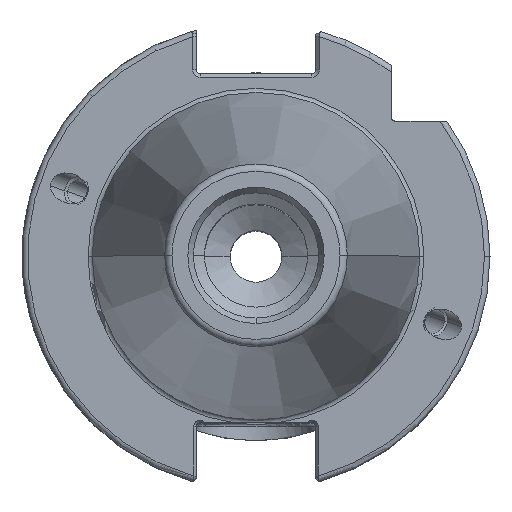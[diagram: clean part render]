
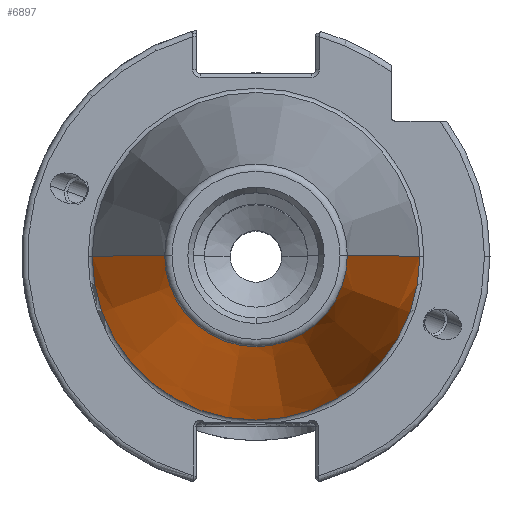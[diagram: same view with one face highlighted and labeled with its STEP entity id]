
A CAD part, top view. The second image highlights one B-rep face of the part: STEP entity #6897.
In plain terms, the highlighted conical face has half-angle 8.297 degrees and reference radius 12.397 mm.
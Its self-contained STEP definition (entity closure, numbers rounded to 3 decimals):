
#536 = VERTEX_POINT ( 'NONE', #5246 ) ;
#537 = ORIENTED_EDGE ( 'NONE', *, *, #567, .T. ) ;
#566 = VECTOR ( 'NONE', #9472, 1000. ) ;
#567 = EDGE_CURVE ( 'NONE', #5242, #536, #2395, .T. ) ;
#922 = EDGE_LOOP ( 'NONE', ( #6119, #6053, #537, #4392 ) ) ;
#1698 = DIRECTION ( 'NONE',  ( 1., 0., 0. ) ) ;
#1707 = DIRECTION ( 'NONE',  ( 0., 0., 1. ) ) ;
#1721 = CARTESIAN_POINT ( 'NONE',  ( 0., 0., 0. ) ) ;
#2395 = LINE ( 'NONE', #2467, #566 ) ;
#2467 = CARTESIAN_POINT ( 'NONE',  ( -12.397, 0., 67.394 ) ) ;
#2534 = CARTESIAN_POINT ( 'NONE',  ( 12.397, 0., 67.394 ) ) ;
#2595 = DIRECTION ( 'NONE',  ( 0.144, 0., -0.99 ) ) ;
#2862 = CONICAL_SURFACE ( 'NONE', #4648, 12.397, 0.145 ) ;
#4382 = CIRCLE ( 'NONE', #9173, 22.225 ) ;
#4392 = ORIENTED_EDGE ( 'NONE', *, *, #6333, .T. ) ;
#4648 = AXIS2_PLACEMENT_3D ( 'NONE', #8430, #8532, #8199 ) ;
#5242 = VERTEX_POINT ( 'NONE', #9732 ) ;
#5246 = CARTESIAN_POINT ( 'NONE',  ( -22.225, 0., 0. ) ) ;
#5437 = CARTESIAN_POINT ( 'NONE',  ( 22.225, 0., 0. ) ) ;
#6053 = ORIENTED_EDGE ( 'NONE', *, *, #6953, .F. ) ;
#6119 = ORIENTED_EDGE ( 'NONE', *, *, #9242, .F. ) ;
#6333 = EDGE_CURVE ( 'NONE', #536, #7201, #4382, .T. ) ;
#6897 = ADVANCED_FACE ( 'NONE', ( #9763 ), #2862, .T. ) ;
#6953 = EDGE_CURVE ( 'NONE', #5242, #8115, #8347, .T. ) ;
#7201 = VERTEX_POINT ( 'NONE', #5437 ) ;
#7300 = CARTESIAN_POINT ( 'NONE',  ( 12.397, 0., 67.394 ) ) ;
#7650 = LINE ( 'NONE', #2534, #9644 ) ;
#7691 = DIRECTION ( 'NONE',  ( 1., 0., 0. ) ) ;
#7697 = DIRECTION ( 'NONE',  ( 0., 0., 1. ) ) ;
#7714 = CARTESIAN_POINT ( 'NONE',  ( 0., 0., 67.394 ) ) ;
#8115 = VERTEX_POINT ( 'NONE', #7300 ) ;
#8199 = DIRECTION ( 'NONE',  ( -1., 0., 0. ) ) ;
#8347 = CIRCLE ( 'NONE', #8614, 12.397 ) ;
#8430 = CARTESIAN_POINT ( 'NONE',  ( 0., 0., 67.394 ) ) ;
#8532 = DIRECTION ( 'NONE',  ( 0., 0., -1. ) ) ;
#8614 = AXIS2_PLACEMENT_3D ( 'NONE', #7714, #7697, #7691 ) ;
#9173 = AXIS2_PLACEMENT_3D ( 'NONE', #1721, #1707, #1698 ) ;
#9242 = EDGE_CURVE ( 'NONE', #8115, #7201, #7650, .T. ) ;
#9472 = DIRECTION ( 'NONE',  ( -0.144, 0., -0.99 ) ) ;
#9644 = VECTOR ( 'NONE', #2595, 1000. ) ;
#9732 = CARTESIAN_POINT ( 'NONE',  ( -12.397, 0., 67.394 ) ) ;
#9763 = FACE_OUTER_BOUND ( 'NONE', #922, .T. ) ;
